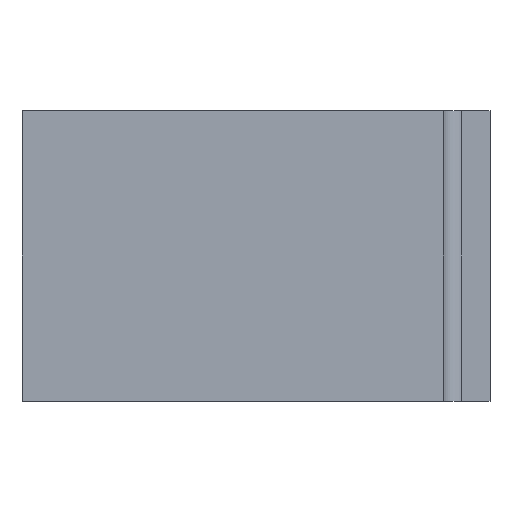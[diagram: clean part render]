
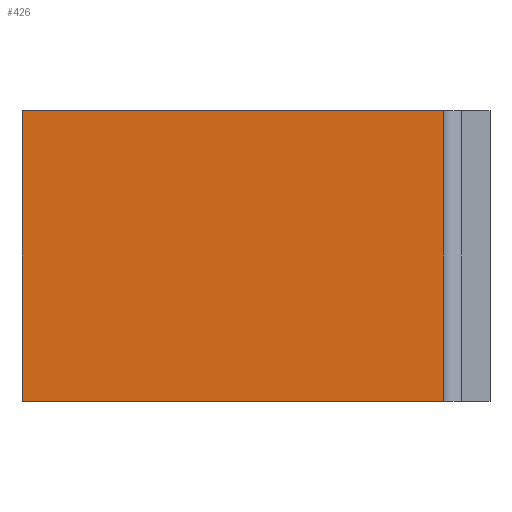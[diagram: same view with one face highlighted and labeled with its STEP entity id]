
A CAD part, front view. The second image highlights one B-rep face of the part: STEP entity #426.
In plain terms, the highlighted planar face has unit normal (0, -1, 0).
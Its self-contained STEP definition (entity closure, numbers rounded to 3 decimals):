
#25 = DIRECTION ( 'NONE',  ( 1., 0., 0. ) ) ;
#29 = CARTESIAN_POINT ( 'NONE',  ( -94.975, -71., 31. ) ) ;
#63 = VERTEX_POINT ( 'NONE', #140 ) ;
#83 = VERTEX_POINT ( 'NONE', #574 ) ;
#84 = LINE ( 'NONE', #861, #92 ) ;
#92 = VECTOR ( 'NONE', #869, 1000. ) ;
#110 = VECTOR ( 'NONE', #581, 1000. ) ;
#116 = VERTEX_POINT ( 'NONE', #1065 ) ;
#123 = CARTESIAN_POINT ( 'NONE',  ( -45.025, -71., 31. ) ) ;
#140 = CARTESIAN_POINT ( 'NONE',  ( -50.025, -71., 0. ) ) ;
#198 = LINE ( 'NONE', #123, #814 ) ;
#209 = PLANE ( 'NONE',  #566 ) ;
#232 = VERTEX_POINT ( 'NONE', #740 ) ;
#250 = CARTESIAN_POINT ( 'NONE',  ( -50.025, -71., 0. ) ) ;
#375 = EDGE_CURVE ( 'NONE', #232, #63, #84, .T. ) ;
#403 = ORIENTED_EDGE ( 'NONE', *, *, #601, .F. ) ;
#426 = ADVANCED_FACE ( 'NONE', ( #591 ), #209, .F. ) ;
#461 = DIRECTION ( 'NONE',  ( 0., 0., 1. ) ) ;
#499 = DIRECTION ( 'NONE',  ( 0., 1., 0. ) ) ;
#566 = AXIS2_PLACEMENT_3D ( 'NONE', #808, #499, #905 ) ;
#574 = CARTESIAN_POINT ( 'NONE',  ( -50.025, -71., 31. ) ) ;
#581 = DIRECTION ( 'NONE',  ( 0., 0., -1. ) ) ;
#591 = FACE_OUTER_BOUND ( 'NONE', #1158, .T. ) ;
#598 = ORIENTED_EDGE ( 'NONE', *, *, #987, .T. ) ;
#601 = EDGE_CURVE ( 'NONE', #116, #83, #198, .T. ) ;
#640 = LINE ( 'NONE', #250, #1207 ) ;
#650 = ORIENTED_EDGE ( 'NONE', *, *, #375, .T. ) ;
#663 = ORIENTED_EDGE ( 'NONE', *, *, #906, .T. ) ;
#740 = CARTESIAN_POINT ( 'NONE',  ( -94.975, -71., 0. ) ) ;
#808 = CARTESIAN_POINT ( 'NONE',  ( -45.025, -71., 31. ) ) ;
#814 = VECTOR ( 'NONE', #25, 1000. ) ;
#861 = CARTESIAN_POINT ( 'NONE',  ( -45.025, -71., 0. ) ) ;
#869 = DIRECTION ( 'NONE',  ( 1., 0., 0. ) ) ;
#889 = LINE ( 'NONE', #29, #110 ) ;
#905 = DIRECTION ( 'NONE',  ( -1., 0., 0. ) ) ;
#906 = EDGE_CURVE ( 'NONE', #63, #83, #640, .T. ) ;
#987 = EDGE_CURVE ( 'NONE', #116, #232, #889, .T. ) ;
#1065 = CARTESIAN_POINT ( 'NONE',  ( -94.975, -71., 31. ) ) ;
#1158 = EDGE_LOOP ( 'NONE', ( #650, #663, #403, #598 ) ) ;
#1207 = VECTOR ( 'NONE', #461, 1000. ) ;
